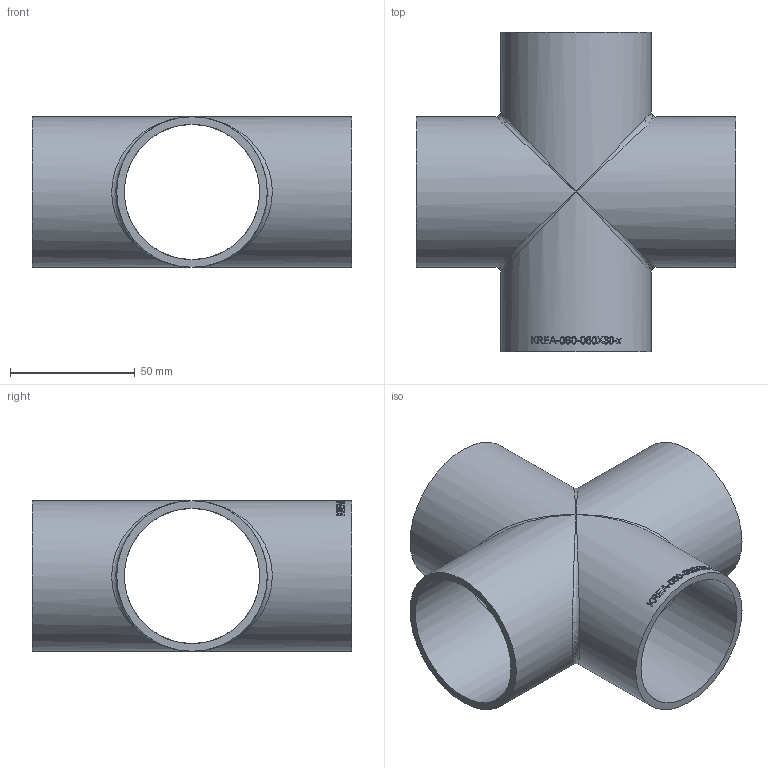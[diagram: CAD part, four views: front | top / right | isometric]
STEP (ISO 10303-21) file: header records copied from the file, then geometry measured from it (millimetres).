
FILE_DESCRIPTION (( 'STEP AP214' ), '1' );
FILE_NAME ('KREA-060-060X30-x Kreuz-Stück 2005.STEP', '2020-05-12T11:19:24', ( '' ), ( '' ), 'SwSTEP 2.0', 'SolidWorks 2019', '' );
FILE_SCHEMA (( 'AUTOMOTIVE_DESIGN' ));
Length unit declared in the file: millimetre
Products named in the file (1): KREA-060-060X30-x Kreuz-Stück 2005
Bounding box: 128 x 128 x 60.3 mm (x, y, z)
Volume: 98216.1 mm3; surface area: 67609.3 mm2
Topology: 1 solids, 1 shells, 244 faces, 645 edges, 410 vertices
Faces by surface type: bspline 153, plane 57, cylinder 34
Full cylindrical faces by diameter (mm): 54.3 x4, 60.3 x4
Entity records: 27588 total; most frequent: CARTESIAN_POINT 20627, ORIENTED_EDGE 1236, EDGE_CURVE 618, B_SPLINE_CURVE_WITH_KNOTS 454, DIRECTION 410, VERTEX_POINT 408, EDGE_LOOP 282, FACE_OUTER_BOUND 252
